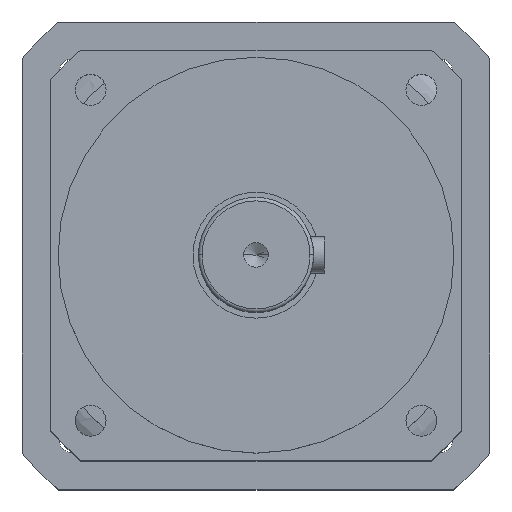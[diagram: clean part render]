
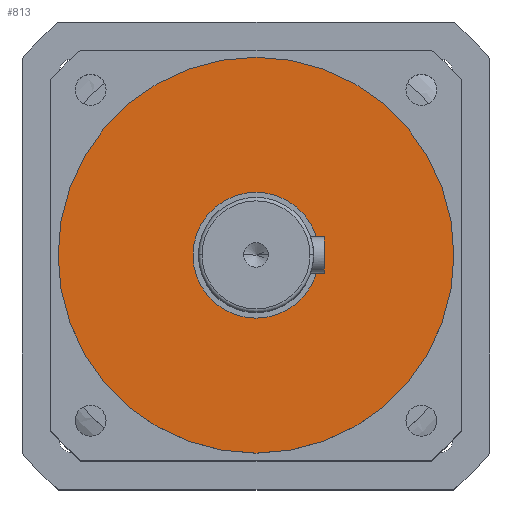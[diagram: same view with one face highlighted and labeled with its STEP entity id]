
A CAD part, top view. The second image highlights one B-rep face of the part: STEP entity #813.
In plain terms, the highlighted planar face has unit normal (0, 0, 1).
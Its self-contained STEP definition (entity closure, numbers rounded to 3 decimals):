
#87 = ORIENTED_EDGE ( 'NONE', *, *, #8090, .F. ) ;
#385 = DIRECTION ( 'NONE',  ( -1., 0., 0. ) ) ;
#422 = CARTESIAN_POINT ( 'NONE',  ( 0., 55., -53. ) ) ;
#493 = PLANE ( 'NONE',  #5754 ) ;
#813 = ADVANCED_FACE ( 'NONE', ( #1879, #5548 ), #493, .F. ) ;
#896 = EDGE_LOOP ( 'NONE', ( #5433, #87 ) ) ;
#1242 = DIRECTION ( 'NONE',  ( 0., 0., -1. ) ) ;
#1700 = EDGE_CURVE ( 'NONE', #4043, #3036, #9877, .T. ) ;
#1743 = VERTEX_POINT ( 'NONE', #8476 ) ;
#1879 = FACE_BOUND ( 'NONE', #896, .T. ) ;
#2207 = AXIS2_PLACEMENT_3D ( 'NONE', #3090, #8572, #3903 ) ;
#2735 = CIRCLE ( 'NONE', #4787, 55. ) ;
#2791 = CARTESIAN_POINT ( 'NONE',  ( -17.5, 0., -53. ) ) ;
#3036 = VERTEX_POINT ( 'NONE', #2791 ) ;
#3090 = CARTESIAN_POINT ( 'NONE',  ( 0., 0., -53. ) ) ;
#3231 = AXIS2_PLACEMENT_3D ( 'NONE', #9947, #10055, #10084 ) ;
#3410 = DIRECTION ( 'NONE',  ( 0., 0., 1. ) ) ;
#3646 = EDGE_CURVE ( 'NONE', #4213, #1743, #7301, .T. ) ;
#3903 = DIRECTION ( 'NONE',  ( 1., 0., 0. ) ) ;
#4043 = VERTEX_POINT ( 'NONE', #8440 ) ;
#4213 = VERTEX_POINT ( 'NONE', #10150 ) ;
#4441 = EDGE_CURVE ( 'NONE', #1743, #4213, #2735, .T. ) ;
#4558 = CARTESIAN_POINT ( 'NONE',  ( 0., 0., -53. ) ) ;
#4787 = AXIS2_PLACEMENT_3D ( 'NONE', #4558, #10048, #5329 ) ;
#5329 = DIRECTION ( 'NONE',  ( 1., 0., 0. ) ) ;
#5433 = ORIENTED_EDGE ( 'NONE', *, *, #1700, .F. ) ;
#5548 = FACE_OUTER_BOUND ( 'NONE', #9586, .T. ) ;
#5754 = AXIS2_PLACEMENT_3D ( 'NONE', #422, #1242, #385 ) ;
#7301 = CIRCLE ( 'NONE', #8899, 55. ) ;
#8090 = EDGE_CURVE ( 'NONE', #3036, #4043, #8264, .T. ) ;
#8097 = CARTESIAN_POINT ( 'NONE',  ( 0., 0., -53. ) ) ;
#8264 = CIRCLE ( 'NONE', #2207, 17.5 ) ;
#8440 = CARTESIAN_POINT ( 'NONE',  ( 17.5, 0., -53. ) ) ;
#8476 = CARTESIAN_POINT ( 'NONE',  ( 55., 0., -53. ) ) ;
#8572 = DIRECTION ( 'NONE',  ( 0., 0., 1. ) ) ;
#8843 = ORIENTED_EDGE ( 'NONE', *, *, #3646, .T. ) ;
#8891 = DIRECTION ( 'NONE',  ( 1., 0., 0. ) ) ;
#8899 = AXIS2_PLACEMENT_3D ( 'NONE', #8097, #3410, #8891 ) ;
#9586 = EDGE_LOOP ( 'NONE', ( #10132, #8843 ) ) ;
#9877 = CIRCLE ( 'NONE', #3231, 17.5 ) ;
#9947 = CARTESIAN_POINT ( 'NONE',  ( 0., 0., -53. ) ) ;
#10048 = DIRECTION ( 'NONE',  ( 0., 0., 1. ) ) ;
#10055 = DIRECTION ( 'NONE',  ( 0., 0., 1. ) ) ;
#10084 = DIRECTION ( 'NONE',  ( 1., 0., 0. ) ) ;
#10132 = ORIENTED_EDGE ( 'NONE', *, *, #4441, .T. ) ;
#10150 = CARTESIAN_POINT ( 'NONE',  ( -55., 0., -53. ) ) ;
